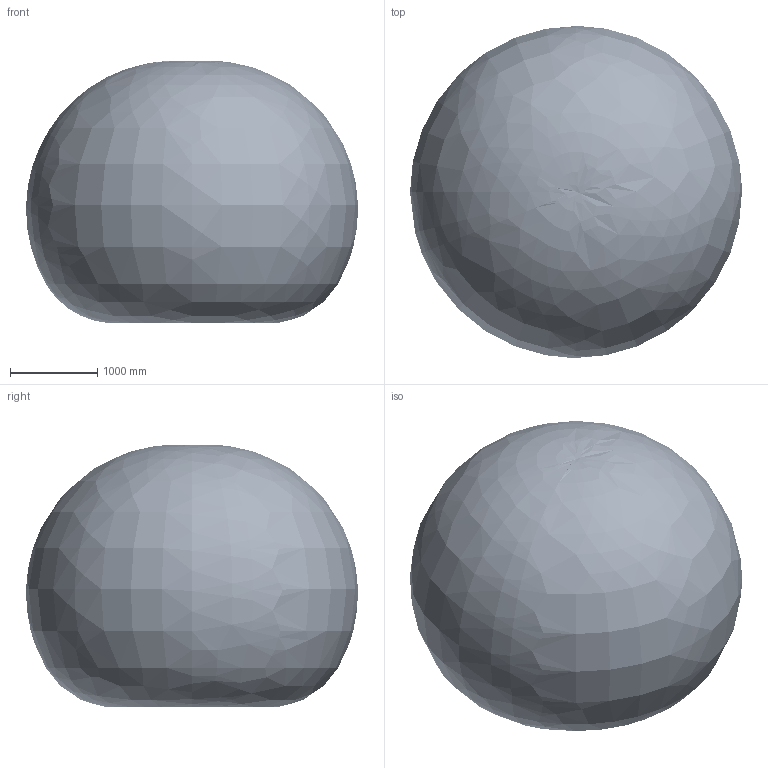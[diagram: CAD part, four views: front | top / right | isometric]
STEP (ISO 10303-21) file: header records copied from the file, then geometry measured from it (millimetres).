
FILE_DESCRIPTION(/* description */ ('STEP AP203'),/* implementation_level */ '2;1');
FILE_NAME(/* name */ '3D-model_AT_50010.stp',/* time_stamp */ '2023-04-24T16:17:13+02:00',/* author */ ('tim.stocker'),/* organization */ (''),/* preprocessor_version */ 'ST-DEVELOPER v16.5',/* originating_system */ 'Autodesk Inventor 2017',/* authorisation */ '');
FILE_SCHEMA (('AUTOMOTIVE_DESIGN { 1 0 10303 214 3 1 1 }'));
Products named in the file (9): AT_50010_DUMMY articc5-2039-45kg; MT_WST00105763 Grundgestell; MT_WST00105776 Dummy Karussell; MT_WST00105762 Schwinge; MT_WST00105753 Hand; MT_WST00106130 Hand; MT_WST00113237 DUMMY Schulter; DIN 580 - M8; MT_WST00113275 Arbeitsbereich
Assembly tree (8 placements, depth 2):
  AT_50010_DUMMY articc5-2039-45kg
    MT_WST00105763 Grundgestell
    MT_WST00105776 Dummy Karussell
    MT_WST00105762 Schwinge
    MT_WST00105753 Hand
    MT_WST00106130 Hand
    MT_WST00113237 DUMMY Schulter
    DIN 580 - M8
    MT_WST00113275 Arbeitsbereich
Bounding box: 3808.39 x 3807.88 x 3008.81 mm (x, y, z)
Volume: 24425851417.9 mm3; surface area: 52684014.2 mm2
Topology: 8 solids, 31 shells, 5759 faces, 13864 edges, 8377 vertices
Faces by surface type: bspline 1771, plane 1456, cylinder 1374, torus 548, cone 407, sphere 203
Full cylindrical faces by diameter (mm): 1.4 x4, 1.5 x4, 2.5 x3, 3.242 x8, 3.8 x4, 4 x7, 4.134 x4, 4.2 x5, 4.5 x2, 4.917 x28, 5 x1, 5.8 x4, 6 x1, 6.5 x1, 6.647 x28, 6.7 x1, 6.8 x6, 7 x1, 7.53 x2, 7.6 x4, 7.8 x1, 8 x11, 8.5 x46, 9 x4, 10 x48, 10.106 x15, 10.5 x2, 11 x8, 11.6 x6, 12 x10
Entity records: 286845 total; most frequent: CARTESIAN_POINT 162112, ORIENTED_EDGE 24784, DIRECTION 23435, EDGE_CURVE 12390, AXIS2_PLACEMENT_3D 10335, VERTEX_POINT 8039, EDGE_LOOP 7183, CIRCLE 5784
